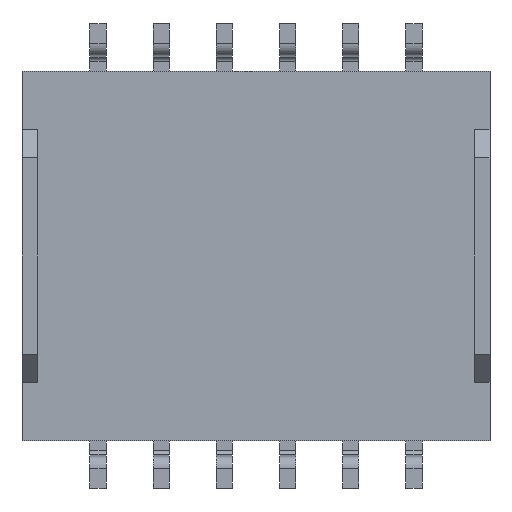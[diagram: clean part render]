
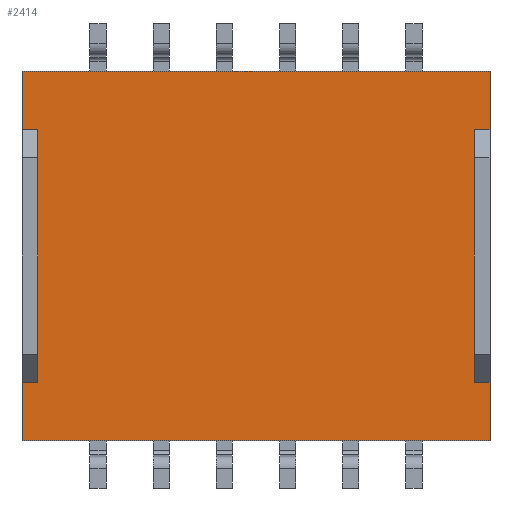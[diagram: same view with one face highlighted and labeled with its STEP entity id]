
A CAD part, front view. The second image highlights one B-rep face of the part: STEP entity #2414.
In plain terms, the highlighted planar face has unit normal (0, -1, 0).
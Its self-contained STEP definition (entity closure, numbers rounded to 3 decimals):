
#2414 = ADVANCED_FACE( '', ( #4815 ), #4816, .T. );
#4815 = FACE_OUTER_BOUND( '', #7283, .T. );
#4816 = PLANE( '', #7284 );
#7283 = EDGE_LOOP( '', ( #14131, #14132, #14133, #14134, #14135, #14136, #14137, #14138, #14139, #14140, #14141, #14142 ) );
#7284 = AXIS2_PLACEMENT_3D( '', #14143, #14144, #14145 );
#14131 = ORIENTED_EDGE( '', *, *, #16464, .T. );
#14132 = ORIENTED_EDGE( '', *, *, #17544, .T. );
#14133 = ORIENTED_EDGE( '', *, *, #18020, .T. );
#14134 = ORIENTED_EDGE( '', *, *, #17617, .T. );
#14135 = ORIENTED_EDGE( '', *, *, #16828, .T. );
#14136 = ORIENTED_EDGE( '', *, *, #18134, .T. );
#14137 = ORIENTED_EDGE( '', *, *, #16958, .T. );
#14138 = ORIENTED_EDGE( '', *, *, #17620, .T. );
#14139 = ORIENTED_EDGE( '', *, *, #18226, .T. );
#14140 = ORIENTED_EDGE( '', *, *, #17541, .T. );
#14141 = ORIENTED_EDGE( '', *, *, #17103, .T. );
#14142 = ORIENTED_EDGE( '', *, *, #17025, .T. );
#14143 = CARTESIAN_POINT( '', ( 0., 0., 0. ) );
#14144 = DIRECTION( '', ( 0., -1., 0. ) );
#14145 = DIRECTION( '', ( 0., 0., -1. ) );
#16464 = EDGE_CURVE( '', #20343, #20344, #20345, .T. );
#16828 = EDGE_CURVE( '', #20910, #20911, #20912, .T. );
#16958 = EDGE_CURVE( '', #21101, #21102, #21103, .T. );
#17025 = EDGE_CURVE( '', #21203, #20343, #21204, .T. );
#17103 = EDGE_CURVE( '', #21315, #21203, #21316, .T. );
#17541 = EDGE_CURVE( '', #21914, #21315, #21915, .T. );
#17544 = EDGE_CURVE( '', #20344, #21917, #21919, .T. );
#17617 = EDGE_CURVE( '', #22014, #20910, #22015, .T. );
#17620 = EDGE_CURVE( '', #21102, #22017, #22019, .T. );
#18020 = EDGE_CURVE( '', #21917, #22014, #22511, .T. );
#18134 = EDGE_CURVE( '', #20911, #21101, #22635, .T. );
#18226 = EDGE_CURVE( '', #22017, #21914, #22738, .T. );
#20343 = VERTEX_POINT( '', #25775 );
#20344 = VERTEX_POINT( '', #25776 );
#20345 = LINE( '', #25777, #25778 );
#20910 = VERTEX_POINT( '', #26625 );
#20911 = VERTEX_POINT( '', #26626 );
#20912 = LINE( '', #26627, #26628 );
#21101 = VERTEX_POINT( '', #26903 );
#21102 = VERTEX_POINT( '', #26904 );
#21103 = LINE( '', #26905, #26906 );
#21203 = VERTEX_POINT( '', #27062 );
#21204 = LINE( '', #27063, #27064 );
#21315 = VERTEX_POINT( '', #27224 );
#21316 = LINE( '', #27225, #27226 );
#21914 = VERTEX_POINT( '', #28118 );
#21915 = LINE( '', #28119, #28120 );
#21917 = VERTEX_POINT( '', #28123 );
#21919 = LINE( '', #28126, #28127 );
#22014 = VERTEX_POINT( '', #28275 );
#22015 = LINE( '', #28276, #28277 );
#22017 = VERTEX_POINT( '', #28280 );
#22019 = LINE( '', #28283, #28284 );
#22511 = LINE( '', #29014, #29015 );
#22635 = LINE( '', #29193, #29194 );
#22738 = LINE( '', #29344, #29345 );
#25775 = CARTESIAN_POINT( '', ( 6.905, 0., 4. ) );
#25776 = CARTESIAN_POINT( '', ( 7.405, 0., 4. ) );
#25777 = CARTESIAN_POINT( '', ( 6.905, 0., 4. ) );
#25778 = VECTOR( '', #30581, 1000. );
#26625 = CARTESIAN_POINT( '', ( -7.405, 0., 4. ) );
#26626 = CARTESIAN_POINT( '', ( -6.905, 0., 4. ) );
#26627 = CARTESIAN_POINT( '', ( -7.405, 0., 4. ) );
#26628 = VECTOR( '', #30882, 1000. );
#26903 = CARTESIAN_POINT( '', ( -6.905, 0., -4. ) );
#26904 = CARTESIAN_POINT( '', ( -7.405, 0., -4. ) );
#26905 = CARTESIAN_POINT( '', ( -6.905, 0., -4. ) );
#26906 = VECTOR( '', #30999, 1000. );
#27062 = CARTESIAN_POINT( '', ( 6.905, 0., -4. ) );
#27063 = CARTESIAN_POINT( '', ( 6.905, 0., -4. ) );
#27064 = VECTOR( '', #31056, 1000. );
#27224 = CARTESIAN_POINT( '', ( 7.405, 0., -4. ) );
#27225 = CARTESIAN_POINT( '', ( 7.405, 0., -4. ) );
#27226 = VECTOR( '', #31130, 1000. );
#28118 = CARTESIAN_POINT( '', ( 7.405, 0., -5.85 ) );
#28119 = CARTESIAN_POINT( '', ( 7.405, 0., -5.85 ) );
#28120 = VECTOR( '', #31476, 1000. );
#28123 = CARTESIAN_POINT( '', ( 7.405, 0., 5.85 ) );
#28126 = CARTESIAN_POINT( '', ( 7.405, 0., 4. ) );
#28127 = VECTOR( '', #31479, 1000. );
#28275 = CARTESIAN_POINT( '', ( -7.405, 0., 5.85 ) );
#28276 = CARTESIAN_POINT( '', ( -7.405, 0., 5.85 ) );
#28277 = VECTOR( '', #31533, 1000. );
#28280 = CARTESIAN_POINT( '', ( -7.405, 0., -5.85 ) );
#28283 = CARTESIAN_POINT( '', ( -7.405, 0., -4. ) );
#28284 = VECTOR( '', #31536, 1000. );
#29014 = CARTESIAN_POINT( '', ( 7.405, 0., 5.85 ) );
#29015 = VECTOR( '', #31832, 1000. );
#29193 = CARTESIAN_POINT( '', ( -6.905, 0., 4. ) );
#29194 = VECTOR( '', #31893, 1000. );
#29344 = CARTESIAN_POINT( '', ( -7.405, 0., -5.85 ) );
#29345 = VECTOR( '', #31950, 1000. );
#30581 = DIRECTION( '', ( 1., 0., 0. ) );
#30882 = DIRECTION( '', ( 1., 0., 0. ) );
#30999 = DIRECTION( '', ( -1., 0., 0. ) );
#31056 = DIRECTION( '', ( 0., 0., 1. ) );
#31130 = DIRECTION( '', ( -1., 0., 0. ) );
#31476 = DIRECTION( '', ( 0., 0., 1. ) );
#31479 = DIRECTION( '', ( 0., 0., 1. ) );
#31533 = DIRECTION( '', ( 0., 0., -1. ) );
#31536 = DIRECTION( '', ( 0., 0., -1. ) );
#31832 = DIRECTION( '', ( -1., 0., 0. ) );
#31893 = DIRECTION( '', ( 0., 0., -1. ) );
#31950 = DIRECTION( '', ( 1., 0., 0. ) );
